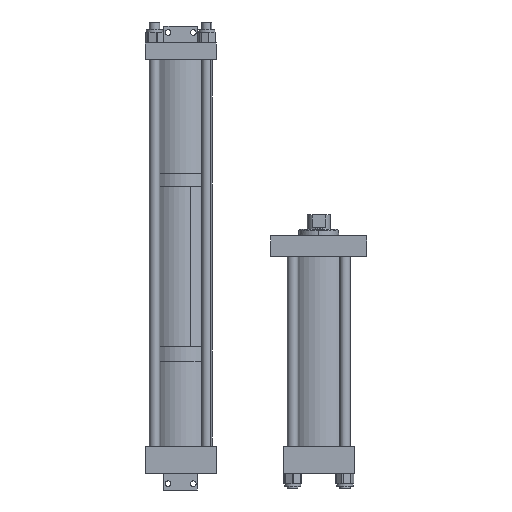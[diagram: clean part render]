
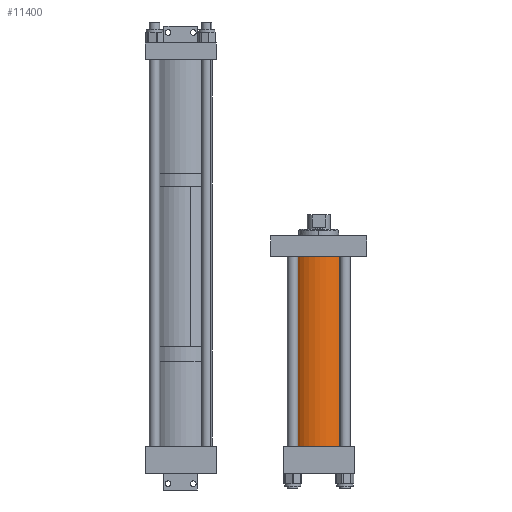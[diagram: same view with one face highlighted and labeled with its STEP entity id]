
A CAD part, front view. The second image highlights one B-rep face of the part: STEP entity #11400.
In plain terms, the highlighted cylindrical face has radius 47.625 mm (diameter 95.25 mm), a partial arc.
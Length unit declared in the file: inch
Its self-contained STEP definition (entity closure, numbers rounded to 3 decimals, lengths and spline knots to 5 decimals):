
#50 = EDGE_LOOP ( 'NONE', ( #14980, #13648, #594, #9838 ) ) ;
#134 = CARTESIAN_POINT ( 'NONE',  ( 0., 0., 11.312 ) ) ;
#464 = DIRECTION ( 'NONE',  ( -1., 0., 0. ) ) ;
#594 = ORIENTED_EDGE ( 'NONE', *, *, #13744, .T. ) ;
#1123 = CARTESIAN_POINT ( 'NONE',  ( 0., 0., 0. ) ) ;
#1176 = DIRECTION ( 'NONE',  ( 0., 0., -1. ) ) ;
#1432 = CARTESIAN_POINT ( 'NONE',  ( 1.875, 0., 0. ) ) ;
#1840 = CIRCLE ( 'NONE', #10772, 1.875 ) ;
#1877 = CARTESIAN_POINT ( 'NONE',  ( -1.875, 0., 11.312 ) ) ;
#1883 = LINE ( 'NONE', #9853, #3155 ) ;
#2295 = DIRECTION ( 'NONE',  ( 0., 0., 1. ) ) ;
#3155 = VECTOR ( 'NONE', #8702, 39.37008 ) ;
#3520 = EDGE_CURVE ( 'NONE', #14481, #14914, #10438, .T. ) ;
#4567 = CARTESIAN_POINT ( 'NONE',  ( 1.875, 0., 11.312 ) ) ;
#5157 = AXIS2_PLACEMENT_3D ( 'NONE', #5320, #7484, #464 ) ;
#5158 = VERTEX_POINT ( 'NONE', #5400 ) ;
#5320 = CARTESIAN_POINT ( 'NONE',  ( 0., 0., 11.312 ) ) ;
#5400 = CARTESIAN_POINT ( 'NONE',  ( -1.875, 0., 0. ) ) ;
#6625 = VERTEX_POINT ( 'NONE', #1877 ) ;
#6979 = DIRECTION ( 'NONE',  ( 1., 0., 0. ) ) ;
#7478 = CARTESIAN_POINT ( 'NONE',  ( 1.875, 0., 11.312 ) ) ;
#7484 = DIRECTION ( 'NONE',  ( 0., 0., -1. ) ) ;
#7603 = EDGE_CURVE ( 'NONE', #6625, #14481, #1840, .T. ) ;
#8702 = DIRECTION ( 'NONE',  ( 0., 0., -1. ) ) ;
#9291 = DIRECTION ( 'NONE',  ( 0., 0., 1. ) ) ;
#9838 = ORIENTED_EDGE ( 'NONE', *, *, #11102, .T. ) ;
#9853 = CARTESIAN_POINT ( 'NONE',  ( -1.875, 0., 11.312 ) ) ;
#9907 = VECTOR ( 'NONE', #1176, 39.37008 ) ;
#10438 = LINE ( 'NONE', #4567, #9907 ) ;
#10772 = AXIS2_PLACEMENT_3D ( 'NONE', #134, #9291, #6979 ) ;
#11102 = EDGE_CURVE ( 'NONE', #5158, #14914, #12641, .T. ) ;
#11204 = FACE_OUTER_BOUND ( 'NONE', #50, .T. ) ;
#11400 = ADVANCED_FACE ( 'NONE', ( #11204 ), #14459, .T. ) ;
#12641 = CIRCLE ( 'NONE', #14309, 1.875 ) ;
#12839 = DIRECTION ( 'NONE',  ( 1., 0., 0. ) ) ;
#13648 = ORIENTED_EDGE ( 'NONE', *, *, #7603, .F. ) ;
#13744 = EDGE_CURVE ( 'NONE', #6625, #5158, #1883, .T. ) ;
#14309 = AXIS2_PLACEMENT_3D ( 'NONE', #1123, #2295, #12839 ) ;
#14459 = CYLINDRICAL_SURFACE ( 'NONE', #5157, 1.875 ) ;
#14481 = VERTEX_POINT ( 'NONE', #7478 ) ;
#14914 = VERTEX_POINT ( 'NONE', #1432 ) ;
#14980 = ORIENTED_EDGE ( 'NONE', *, *, #3520, .F. ) ;
